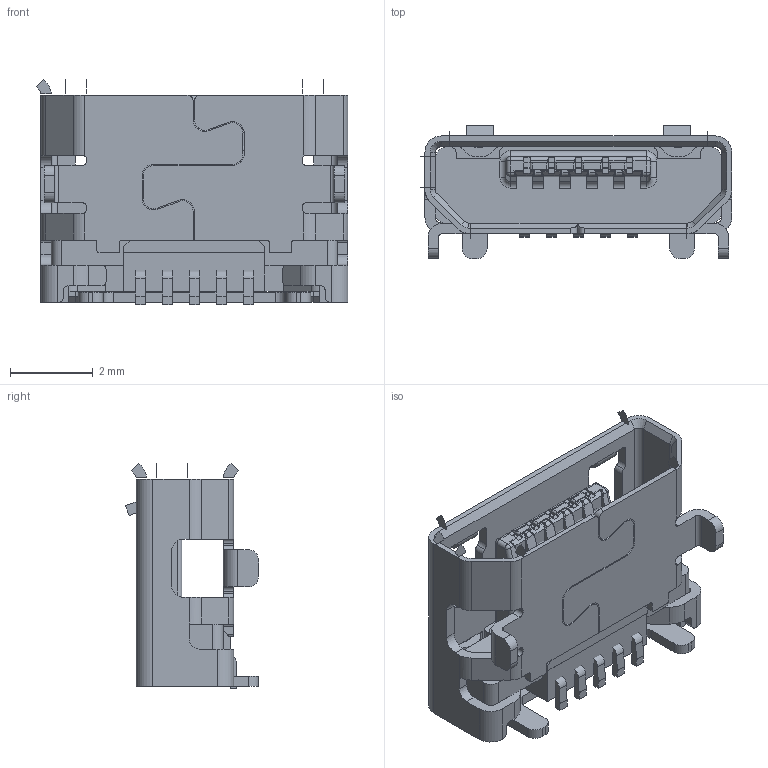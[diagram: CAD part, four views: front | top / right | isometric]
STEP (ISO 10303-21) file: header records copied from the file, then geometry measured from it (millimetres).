
FILE_DESCRIPTION((''),'2;1');
FILE_NAME('A4A0505-C-XX-R','2017-02-15T',('hfh'),(''),'PRO/ENGINEER BY PARAMETRIC TECHNOLOGY CORPORATION, 2009440','PRO/ENGINEER BY PARAMETRIC TECHNOLOGY CORPORATION, 2009440','');
FILE_SCHEMA(('AUTOMOTIVE_DESIGN { 1 2 10303 214 0 1 1 1 }'));
Length unit declared in the file: millimetre
Products named in the file (1): A4A0505-C-XX-R
Bounding box: 7.52 x 3.21 x 5.43 mm (x, y, z)
Volume: 18.8 mm3; surface area: 290.5 mm2
Topology: 2 solids, 19 shells, 829 faces, 2421 edges, 1586 vertices
Faces by surface type: plane 495, cylinder 292, cone 14, bspline 10, extrusion 10, torus 4, sphere 4
Entity records: 35951 total; most frequent: CARTESIAN_POINT 6762, ORIENTED_EDGE 4738, DIRECTION 4450, EDGE_CURVE 2417, PRESENTATION_STYLE_ASSIGNMENT 1758, VECTOR 1718, STYLED_ITEM 1712, LINE 1708
